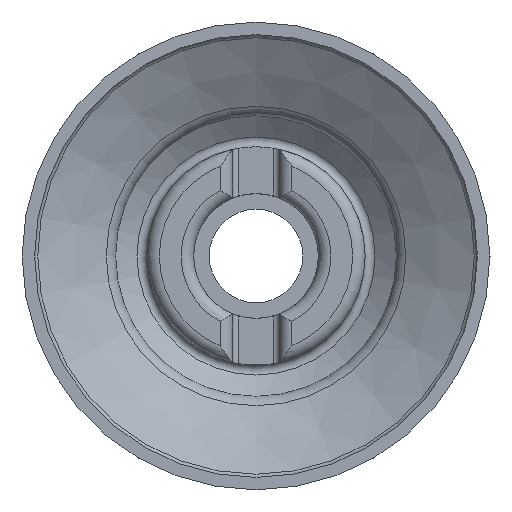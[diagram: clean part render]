
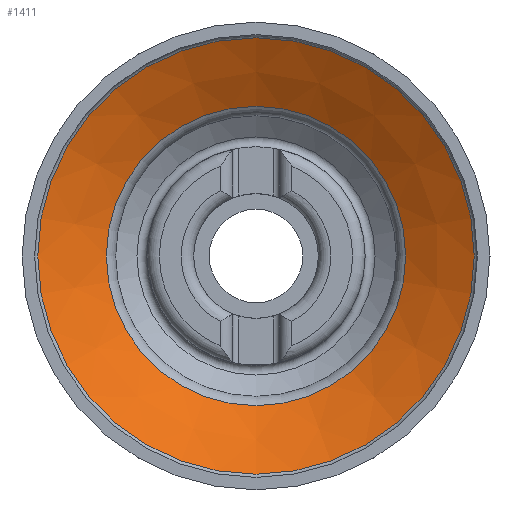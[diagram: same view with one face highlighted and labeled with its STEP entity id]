
A CAD part, front view. The second image highlights one B-rep face of the part: STEP entity #1411.
In plain terms, the highlighted conical face has half-angle 60 degrees and reference radius 7 mm.
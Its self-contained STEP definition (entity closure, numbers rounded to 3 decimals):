
#75=CONICAL_SURFACE('',#1571,7.,1.047);
#192=FACE_OUTER_BOUND('',#290,.T.);
#290=EDGE_LOOP('',(#1232,#1233,#1234,#1235));
#370=CIRCLE('',#1570,4.8);
#371=CIRCLE('',#1572,7.);
#496=LINE('',#4956,#563);
#563=VECTOR('',#1930,7.);
#679=VERTEX_POINT('',#4951);
#680=VERTEX_POINT('',#4955);
#869=EDGE_CURVE('',#679,#679,#370,.T.);
#870=EDGE_CURVE('',#679,#680,#496,.T.);
#871=EDGE_CURVE('',#680,#680,#371,.T.);
#1232=ORIENTED_EDGE('',*,*,#869,.F.);
#1233=ORIENTED_EDGE('',*,*,#870,.T.);
#1234=ORIENTED_EDGE('',*,*,#871,.T.);
#1235=ORIENTED_EDGE('',*,*,#870,.F.);
#1411=ADVANCED_FACE('',(#192),#75,.F.);
#1570=AXIS2_PLACEMENT_3D('',#4953,#1926,#1927);
#1571=AXIS2_PLACEMENT_3D('',#4954,#1928,#1929);
#1572=AXIS2_PLACEMENT_3D('',#4957,#1931,#1932);
#1926=DIRECTION('center_axis',(0.,-1.,0.));
#1927=DIRECTION('ref_axis',(0.,0.,-1.));
#1928=DIRECTION('center_axis',(0.,-1.,0.));
#1929=DIRECTION('ref_axis',(0.,0.,-1.));
#1930=DIRECTION('',(0.,-0.5,0.866));
#1931=DIRECTION('center_axis',(0.,-1.,0.));
#1932=DIRECTION('ref_axis',(0.,0.,-1.));
#4951=CARTESIAN_POINT('',(0.,1.58,4.8));
#4953=CARTESIAN_POINT('Origin',(0.,1.58,0.));
#4954=CARTESIAN_POINT('Origin',(0.,0.31,0.));
#4955=CARTESIAN_POINT('',(0.,0.31,7.));
#4956=CARTESIAN_POINT('',(0.,0.31,7.));
#4957=CARTESIAN_POINT('Origin',(0.,0.31,0.));
